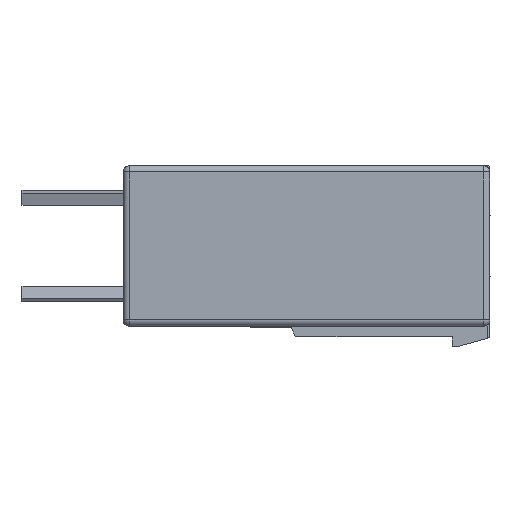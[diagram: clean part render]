
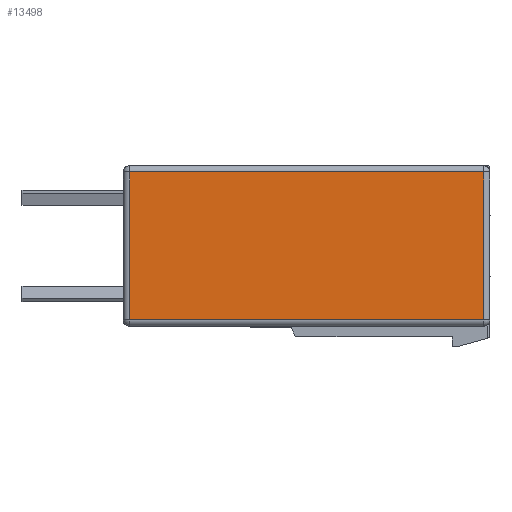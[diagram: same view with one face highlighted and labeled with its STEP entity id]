
A CAD part, front view. The second image highlights one B-rep face of the part: STEP entity #13498.
In plain terms, the highlighted planar face has unit normal (0, -1, 0).
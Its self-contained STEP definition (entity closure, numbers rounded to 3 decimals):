
#1451=DIRECTION('',(0.,0.,1.));
#1452=VECTOR('',#1451,11.7);
#1453=CARTESIAN_POINT('',(-10.65,-7.62,-5.244));
#1454=LINE('',#1453,#1452);
#1455=DIRECTION('',(1.,0.,0.));
#1456=VECTOR('',#1455,28.);
#1457=CARTESIAN_POINT('',(-10.65,-7.62,6.456));
#1458=LINE('',#1457,#1456);
#1459=DIRECTION('',(0.,0.,-1.));
#1460=VECTOR('',#1459,11.7);
#1461=CARTESIAN_POINT('',(17.35,-7.62,6.456));
#1462=LINE('',#1461,#1460);
#1463=DIRECTION('',(1.,0.,0.));
#1464=VECTOR('',#1463,28.);
#1465=CARTESIAN_POINT('',(-10.65,-7.62,-5.244));
#1466=LINE('',#1465,#1464);
#11328=CARTESIAN_POINT('',(-10.65,-7.62,-5.244));
#11329=CARTESIAN_POINT('',(-10.65,-7.62,6.456));
#11330=VERTEX_POINT('',#11328);
#11331=VERTEX_POINT('',#11329);
#11334=CARTESIAN_POINT('',(17.35,-7.62,6.456));
#11335=VERTEX_POINT('',#11334);
#11336=CARTESIAN_POINT('',(17.35,-7.62,-5.244));
#11337=VERTEX_POINT('',#11336);
#13485=CARTESIAN_POINT('',(17.85,-7.62,-5.744));
#13486=DIRECTION('',(0.,1.,0.));
#13487=DIRECTION('',(0.,0.,1.));
#13488=AXIS2_PLACEMENT_3D('',#13485,#13486,#13487);
#13489=PLANE('',#13488);
#13491=ORIENTED_EDGE('',*,*,#13490,.T.);
#13492=ORIENTED_EDGE('',*,*,#13451,.T.);
#13493=ORIENTED_EDGE('',*,*,#13475,.T.);
#13495=ORIENTED_EDGE('',*,*,#13494,.F.);
#13496=EDGE_LOOP('',(#13491,#13492,#13493,#13495));
#13497=FACE_OUTER_BOUND('',#13496,.F.);
#13498=ADVANCED_FACE('',(#13497),#13489,.F.);
#13451=EDGE_CURVE('',#11331,#11335,#1458,.T.);
#13475=EDGE_CURVE('',#11335,#11337,#1462,.T.);
#13490=EDGE_CURVE('',#11330,#11331,#1454,.T.);
#13494=EDGE_CURVE('',#11330,#11337,#1466,.T.);
